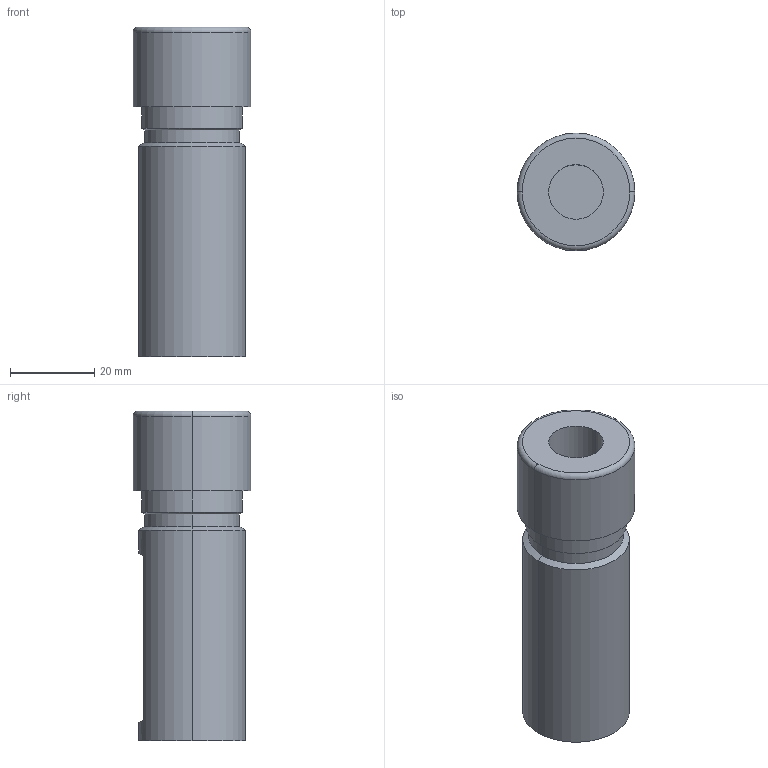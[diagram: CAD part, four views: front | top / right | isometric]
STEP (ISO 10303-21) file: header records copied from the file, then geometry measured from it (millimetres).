
FILE_DESCRIPTION (( 'STEP AP203' ), '1' );
FILE_NAME ('STP-SATE-BD-DC20-1-3C.STEP', '2021-05-21T07:14:58', ( '' ), ( '' ), 'SwSTEP 2.0', 'SolidWorks 2017', '' );
FILE_SCHEMA (( 'CONFIG_CONTROL_DESIGN' ));
Length unit declared in the file: millimetre
Products named in the file (1): STP-SATE-BD-DC20-1-3C
Bounding box: 28 x 28 x 78.5 mm (x, y, z)
Volume: 32565 mm3; surface area: 9940.5 mm2
Topology: 1 solids, 1 shells, 30 faces, 60 edges, 35 vertices
Faces by surface type: cylinder 12, cone 8, plane 8, torus 2
Entity records: 843 total; most frequent: DIRECTION 150, CARTESIAN_POINT 130, ORIENTED_EDGE 116, AXIS2_PLACEMENT_3D 63, EDGE_CURVE 58, EDGE_LOOP 35, VERTEX_POINT 35, CIRCLE 32
